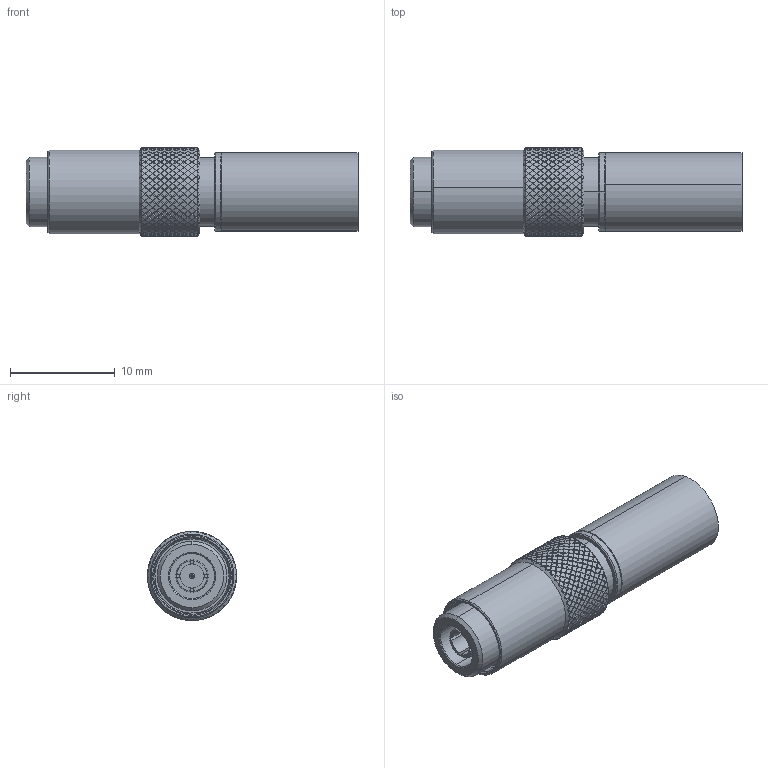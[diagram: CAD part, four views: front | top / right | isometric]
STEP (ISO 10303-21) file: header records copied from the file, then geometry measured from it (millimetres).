
FILE_DESCRIPTION (( 'STEP AP203' ), '1' );
FILE_NAME ('DIN1023-P-4C_B.STEP', '2025-03-12T03:36:38', ( '' ), ( '' ), 'SwSTEP 2.0', 'SolidWorks 2022', '' );
FILE_SCHEMA (( 'CONFIG_CONTROL_DESIGN' ));
Products named in the file (1): DIN1023-P-4C_B
Bounding box: 31.7 x 8.5 x 8.5 mm (x, y, z)
Volume: 1373 mm3; surface area: 1222.6 mm2
Topology: 1 solids, 1 shells, 4535 faces, 10564 edges, 6044 vertices
Faces by surface type: bspline 3760, cylinder 675, cone 68, plane 28, torus 4
Entity records: 209811 total; most frequent: CARTESIAN_POINT 151036, ORIENTED_EDGE 21128, EDGE_CURVE 10564, VERTEX_POINT 6044, EDGE_LOOP 4548, FACE_OUTER_BOUND 4535, ADVANCED_FACE 4535, B_SPLINE_CURVE_WITH_KNOTS 2940
